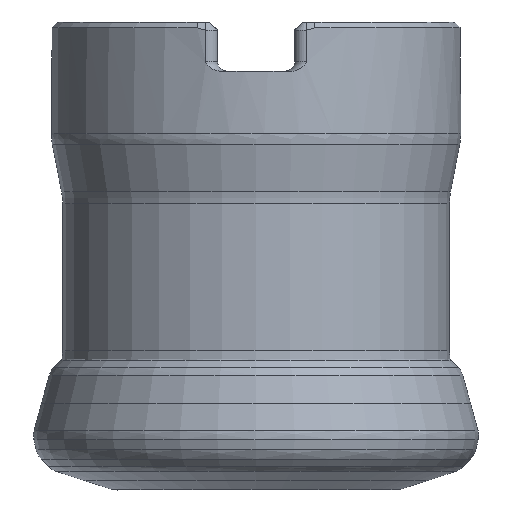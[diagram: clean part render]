
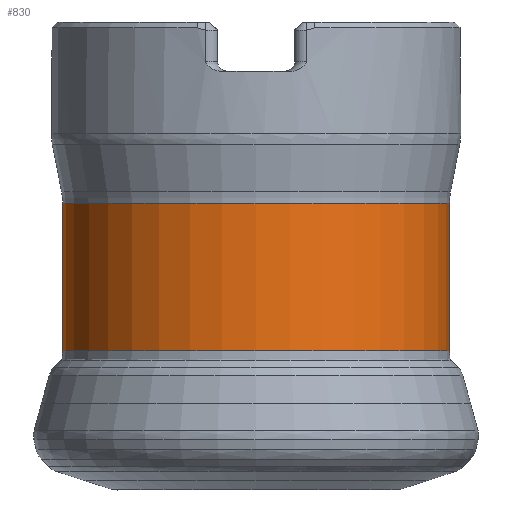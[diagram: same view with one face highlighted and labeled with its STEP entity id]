
A CAD part, front view. The second image highlights one B-rep face of the part: STEP entity #830.
In plain terms, the highlighted cylindrical face has radius 16.53 mm (diameter 33.06 mm), a full revolution.
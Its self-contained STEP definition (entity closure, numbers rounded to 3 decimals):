
#198=CYLINDRICAL_SURFACE('',#2091,16.53);
#830=ADVANCED_FACE('',(#1070,#1071),#198,.T.);
#1070=FACE_BOUND('',#1178,.T.);
#1071=FACE_BOUND('',#1179,.T.);
#1178=EDGE_LOOP('',(#1367));
#1179=EDGE_LOOP('',(#1368));
#1367=ORIENTED_EDGE('',*,*,#1828,.T.);
#1368=ORIENTED_EDGE('',*,*,#1829,.T.);
#1693=VERTEX_POINT('',#3111);
#1694=VERTEX_POINT('',#3113);
#1828=EDGE_CURVE('',#1693,#1693,#1985,.T.);
#1829=EDGE_CURVE('',#1694,#1694,#1986,.T.);
#1985=CIRCLE('',#2089,16.53);
#1986=CIRCLE('',#2090,16.53);
#2089=AXIS2_PLACEMENT_3D('',#3110,#2363,#2364);
#2090=AXIS2_PLACEMENT_3D('',#3112,#2365,#2366);
#2091=AXIS2_PLACEMENT_3D('',#3114,#2367,#2368);
#2363=DIRECTION('',(0.,0.,1.));
#2364=DIRECTION('',(-1.,0.,0.));
#2365=DIRECTION('',(0.,0.,-1.));
#2366=DIRECTION('',(-1.,0.,0.));
#2367=DIRECTION('',(0.,0.,-1.));
#2368=DIRECTION('',(-1.,0.,0.));
#3110=CARTESIAN_POINT('',(0.,0.,-28.111));
#3111=CARTESIAN_POINT('',(-16.53,0.,-28.111));
#3112=CARTESIAN_POINT('',(0.,0.,-15.481));
#3113=CARTESIAN_POINT('',(-16.53,0.,-15.481));
#3114=CARTESIAN_POINT('',(0.,0.,0.));
